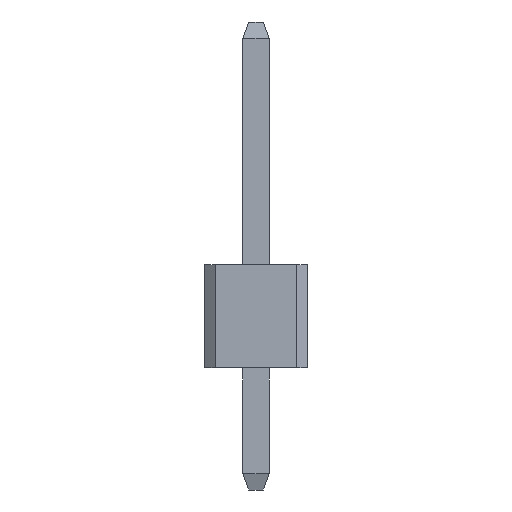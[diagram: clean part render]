
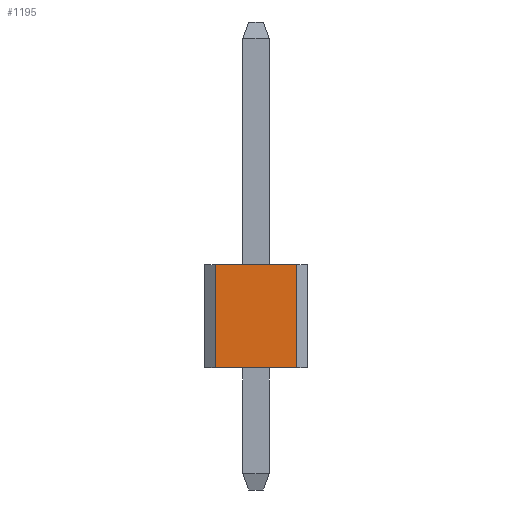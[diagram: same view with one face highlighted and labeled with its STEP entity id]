
A CAD part, front view. The second image highlights one B-rep face of the part: STEP entity #1195.
In plain terms, the highlighted planar face has unit normal (0, -1, 0).
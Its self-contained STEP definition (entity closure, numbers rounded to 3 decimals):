
#20 = VERTEX_POINT ( 'NONE', #379 ) ;
#42 = VECTOR ( 'NONE', #676, 1000. ) ;
#44 = AXIS2_PLACEMENT_3D ( 'NONE', #1347, #762, #430 ) ;
#76 = ORIENTED_EDGE ( 'NONE', *, *, #766, .T. ) ;
#162 = EDGE_CURVE ( 'NONE', #390, #235, #490, .T. ) ;
#235 = VERTEX_POINT ( 'NONE', #1065 ) ;
#274 = DIRECTION ( 'NONE',  ( 0., 0., -1. ) ) ;
#374 = FACE_OUTER_BOUND ( 'NONE', #1442, .T. ) ;
#379 = CARTESIAN_POINT ( 'NONE',  ( -1., -1.27, 5.54 ) ) ;
#387 = CARTESIAN_POINT ( 'NONE',  ( 1., -1.27, 5.54 ) ) ;
#390 = VERTEX_POINT ( 'NONE', #1016 ) ;
#405 = EDGE_CURVE ( 'NONE', #20, #893, #1009, .T. ) ;
#416 = ORIENTED_EDGE ( 'NONE', *, *, #405, .T. ) ;
#430 = DIRECTION ( 'NONE',  ( 0., 0., -1. ) ) ;
#454 = CARTESIAN_POINT ( 'NONE',  ( -1., -1.27, 3. ) ) ;
#490 = LINE ( 'NONE', #387, #510 ) ;
#510 = VECTOR ( 'NONE', #274, 1000. ) ;
#513 = LINE ( 'NONE', #1204, #617 ) ;
#543 = CARTESIAN_POINT ( 'NONE',  ( -1., -1.27, 5.54 ) ) ;
#594 = VECTOR ( 'NONE', #1483, 1000. ) ;
#617 = VECTOR ( 'NONE', #1082, 1000. ) ;
#676 = DIRECTION ( 'NONE',  ( -1., 0., 0. ) ) ;
#698 = EDGE_CURVE ( 'NONE', #235, #893, #912, .T. ) ;
#762 = DIRECTION ( 'NONE',  ( 0., -1., 0. ) ) ;
#766 = EDGE_CURVE ( 'NONE', #390, #20, #513, .T. ) ;
#893 = VERTEX_POINT ( 'NONE', #1157 ) ;
#912 = LINE ( 'NONE', #454, #42 ) ;
#964 = PLANE ( 'NONE',  #44 ) ;
#1009 = LINE ( 'NONE', #543, #594 ) ;
#1016 = CARTESIAN_POINT ( 'NONE',  ( 1., -1.27, 5.54 ) ) ;
#1065 = CARTESIAN_POINT ( 'NONE',  ( 1., -1.27, 3. ) ) ;
#1082 = DIRECTION ( 'NONE',  ( -1., 0., 0. ) ) ;
#1157 = CARTESIAN_POINT ( 'NONE',  ( -1., -1.27, 3. ) ) ;
#1195 = ADVANCED_FACE ( 'NONE', ( #374 ), #964, .T. ) ;
#1204 = CARTESIAN_POINT ( 'NONE',  ( -1., -1.27, 5.54 ) ) ;
#1233 = ORIENTED_EDGE ( 'NONE', *, *, #698, .F. ) ;
#1347 = CARTESIAN_POINT ( 'NONE',  ( -1., -1.27, 5.54 ) ) ;
#1442 = EDGE_LOOP ( 'NONE', ( #1233, #1485, #76, #416 ) ) ;
#1483 = DIRECTION ( 'NONE',  ( 0., 0., -1. ) ) ;
#1485 = ORIENTED_EDGE ( 'NONE', *, *, #162, .F. ) ;
